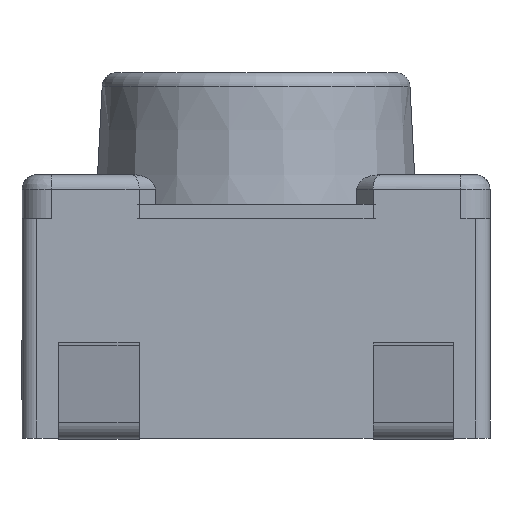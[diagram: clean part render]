
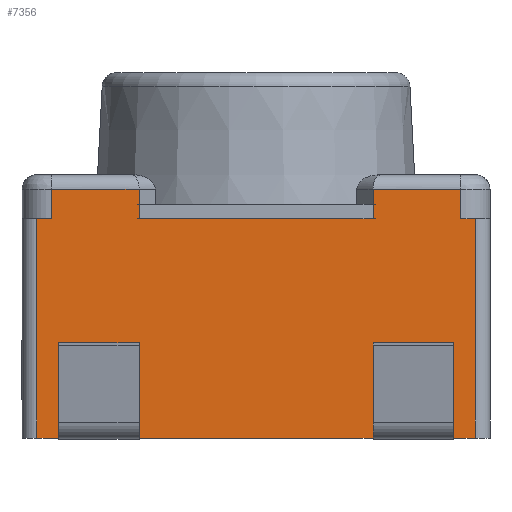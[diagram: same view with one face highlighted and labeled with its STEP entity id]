
A CAD part, left-side view. The second image highlights one B-rep face of the part: STEP entity #7356.
In plain terms, the highlighted planar face has unit normal (-1, 0, 0).
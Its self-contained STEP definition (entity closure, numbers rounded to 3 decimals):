
#432=PLANE('',#7841);
#680=FACE_OUTER_BOUND('',#1109,.T.);
#1109=EDGE_LOOP('',(#5302,#5303,#5304,#5305,#5306,#5307,#5308,#5309,#5310,
#5311,#5312,#5313,#5314,#5315,#5316,#5317,#5318,#5319,#5320,#5321));
#1709=LINE('',#10520,#2486);
#1713=LINE('',#10528,#2490);
#1724=LINE('',#10556,#2501);
#1758=LINE('',#10809,#2535);
#1769=LINE('',#10840,#2546);
#1770=LINE('',#10845,#2547);
#1789=LINE('',#10892,#2566);
#1790=LINE('',#10893,#2567);
#1791=LINE('',#10894,#2568);
#1792=LINE('',#10896,#2569);
#1793=LINE('',#10898,#2570);
#1794=LINE('',#10899,#2571);
#1795=LINE('',#10901,#2572);
#1796=LINE('',#10903,#2573);
#1797=LINE('',#10904,#2574);
#1798=LINE('',#10905,#2575);
#1799=LINE('',#10907,#2576);
#1800=LINE('',#10909,#2577);
#1801=LINE('',#10910,#2578);
#1802=LINE('',#10911,#2579);
#2486=VECTOR('',#8483,1.);
#2490=VECTOR('',#8487,1.);
#2501=VECTOR('',#8506,1.);
#2535=VECTOR('',#8544,1.);
#2546=VECTOR('',#8567,1.);
#2547=VECTOR('',#8572,1.);
#2566=VECTOR('',#8611,1.);
#2567=VECTOR('',#8612,1.);
#2568=VECTOR('',#8613,1.);
#2569=VECTOR('',#8614,1.);
#2570=VECTOR('',#8615,1.);
#2571=VECTOR('',#8616,1.);
#2572=VECTOR('',#8617,1.);
#2573=VECTOR('',#8618,1.);
#2574=VECTOR('',#8619,1.);
#2575=VECTOR('',#8620,1.);
#2576=VECTOR('',#8621,1.);
#2577=VECTOR('',#8622,1.);
#2578=VECTOR('',#8623,1.);
#2579=VECTOR('',#8624,1.);
#3337=VERTEX_POINT('',#10513);
#3339=VERTEX_POINT('',#10517);
#3340=VERTEX_POINT('',#10519);
#3343=VERTEX_POINT('',#10525);
#3344=VERTEX_POINT('',#10527);
#3357=VERTEX_POINT('',#10554);
#3401=VERTEX_POINT('',#10806);
#3402=VERTEX_POINT('',#10808);
#3415=VERTEX_POINT('',#10837);
#3416=VERTEX_POINT('',#10839);
#3417=VERTEX_POINT('',#10843);
#3418=VERTEX_POINT('',#10844);
#3435=VERTEX_POINT('',#10890);
#3436=VERTEX_POINT('',#10891);
#3437=VERTEX_POINT('',#10895);
#3438=VERTEX_POINT('',#10897);
#3439=VERTEX_POINT('',#10900);
#3440=VERTEX_POINT('',#10902);
#3441=VERTEX_POINT('',#10906);
#3442=VERTEX_POINT('',#10908);
#4061=EDGE_CURVE('',#3340,#3339,#1709,.T.);
#4065=EDGE_CURVE('',#3344,#3343,#1713,.T.);
#4080=EDGE_CURVE('',#3337,#3357,#1724,.T.);
#4125=EDGE_CURVE('',#3401,#3402,#1758,.T.);
#4141=EDGE_CURVE('',#3415,#3416,#1769,.T.);
#4143=EDGE_CURVE('',#3417,#3418,#1770,.T.);
#4168=EDGE_CURVE('',#3435,#3436,#1789,.T.);
#4169=EDGE_CURVE('',#3436,#3337,#1790,.T.);
#4170=EDGE_CURVE('',#3357,#3418,#1791,.T.);
#4171=EDGE_CURVE('',#3437,#3417,#1792,.T.);
#4172=EDGE_CURVE('',#3437,#3438,#1793,.T.);
#4173=EDGE_CURVE('',#3438,#3402,#1794,.T.);
#4174=EDGE_CURVE('',#3439,#3401,#1795,.T.);
#4175=EDGE_CURVE('',#3439,#3440,#1796,.T.);
#4176=EDGE_CURVE('',#3440,#3416,#1797,.T.);
#4177=EDGE_CURVE('',#3415,#3344,#1798,.T.);
#4178=EDGE_CURVE('',#3343,#3441,#1799,.T.);
#4179=EDGE_CURVE('',#3441,#3442,#1800,.T.);
#4180=EDGE_CURVE('',#3442,#3340,#1801,.T.);
#4181=EDGE_CURVE('',#3339,#3435,#1802,.T.);
#5302=ORIENTED_EDGE('',*,*,#4168,.T.);
#5303=ORIENTED_EDGE('',*,*,#4169,.T.);
#5304=ORIENTED_EDGE('',*,*,#4080,.T.);
#5305=ORIENTED_EDGE('',*,*,#4170,.T.);
#5306=ORIENTED_EDGE('',*,*,#4143,.F.);
#5307=ORIENTED_EDGE('',*,*,#4171,.F.);
#5308=ORIENTED_EDGE('',*,*,#4172,.T.);
#5309=ORIENTED_EDGE('',*,*,#4173,.T.);
#5310=ORIENTED_EDGE('',*,*,#4125,.F.);
#5311=ORIENTED_EDGE('',*,*,#4174,.F.);
#5312=ORIENTED_EDGE('',*,*,#4175,.T.);
#5313=ORIENTED_EDGE('',*,*,#4176,.T.);
#5314=ORIENTED_EDGE('',*,*,#4141,.F.);
#5315=ORIENTED_EDGE('',*,*,#4177,.T.);
#5316=ORIENTED_EDGE('',*,*,#4065,.T.);
#5317=ORIENTED_EDGE('',*,*,#4178,.T.);
#5318=ORIENTED_EDGE('',*,*,#4179,.T.);
#5319=ORIENTED_EDGE('',*,*,#4180,.T.);
#5320=ORIENTED_EDGE('',*,*,#4061,.T.);
#5321=ORIENTED_EDGE('',*,*,#4181,.T.);
#7356=ADVANCED_FACE('',(#680),#432,.F.);
#7841=AXIS2_PLACEMENT_3D('',#10889,#8609,#8610);
#8483=DIRECTION('',(0.,-1.,0.));
#8487=DIRECTION('',(0.,-1.,0.));
#8506=DIRECTION('',(0.,-1.,0.));
#8544=DIRECTION('',(0.,-1.,0.));
#8567=DIRECTION('',(0.,-1.,0.));
#8572=DIRECTION('',(0.,-1.,0.));
#8609=DIRECTION('center_axis',(1.,0.,0.));
#8610=DIRECTION('ref_axis',(0.,0.,-1.));
#8611=DIRECTION('',(0.,-1.,0.));
#8612=DIRECTION('',(0.,0.,-1.));
#8613=DIRECTION('',(0.,0.,1.));
#8614=DIRECTION('',(0.,0.,-1.));
#8615=DIRECTION('',(0.,1.,0.));
#8616=DIRECTION('',(0.,0.,-1.));
#8617=DIRECTION('',(0.,0.,-1.));
#8618=DIRECTION('',(0.,1.,0.));
#8619=DIRECTION('',(0.,0.,-1.));
#8620=DIRECTION('',(0.,0.,-1.));
#8621=DIRECTION('',(0.,0.,1.));
#8622=DIRECTION('',(0.,-1.,0.));
#8623=DIRECTION('',(0.,0.,-1.));
#8624=DIRECTION('',(0.,0.,1.));
#10513=CARTESIAN_POINT('',(-2.1,-1.35,0.01));
#10517=CARTESIAN_POINT('',(-2.1,-0.8,0.01));
#10519=CARTESIAN_POINT('',(-2.1,0.8,0.01));
#10520=CARTESIAN_POINT('',(-2.1,-1.6,0.01));
#10525=CARTESIAN_POINT('',(-2.1,1.35,0.01));
#10527=CARTESIAN_POINT('',(-2.1,1.5,0.01));
#10528=CARTESIAN_POINT('',(-2.1,-1.6,0.01));
#10554=CARTESIAN_POINT('',(-2.1,-1.5,0.01));
#10556=CARTESIAN_POINT('',(-2.1,-1.6,0.01));
#10806=CARTESIAN_POINT('',(-2.1,0.8,1.51));
#10808=CARTESIAN_POINT('',(-2.1,-0.8,1.51));
#10809=CARTESIAN_POINT('',(-2.1,-1.6,1.51));
#10837=CARTESIAN_POINT('',(-2.1,1.5,1.51));
#10839=CARTESIAN_POINT('',(-2.1,1.4,1.51));
#10840=CARTESIAN_POINT('',(-2.1,-1.6,1.51));
#10843=CARTESIAN_POINT('',(-2.1,-1.4,1.51));
#10844=CARTESIAN_POINT('',(-2.1,-1.5,1.51));
#10845=CARTESIAN_POINT('',(-2.1,-1.6,1.51));
#10889=CARTESIAN_POINT('Origin',(-2.1,-1.6,1.51));
#10890=CARTESIAN_POINT('',(-2.1,-0.8,0.1));
#10891=CARTESIAN_POINT('',(-2.1,-1.35,0.1));
#10892=CARTESIAN_POINT('',(-2.1,-1.6,0.1));
#10893=CARTESIAN_POINT('',(-2.1,-1.35,1.51));
#10894=CARTESIAN_POINT('',(-2.1,-1.5,1.51));
#10895=CARTESIAN_POINT('',(-2.1,-1.4,1.71));
#10896=CARTESIAN_POINT('',(-2.1,-1.4,4.946));
#10897=CARTESIAN_POINT('',(-2.1,-0.8,1.71));
#10898=CARTESIAN_POINT('',(-2.1,-1.6,1.71));
#10899=CARTESIAN_POINT('',(-2.1,-0.8,4.946));
#10900=CARTESIAN_POINT('',(-2.1,0.8,1.71));
#10901=CARTESIAN_POINT('',(-2.1,0.8,4.946));
#10902=CARTESIAN_POINT('',(-2.1,1.4,1.71));
#10903=CARTESIAN_POINT('',(-2.1,-1.6,1.71));
#10904=CARTESIAN_POINT('',(-2.1,1.4,4.946));
#10905=CARTESIAN_POINT('',(-2.1,1.5,1.51));
#10906=CARTESIAN_POINT('',(-2.1,1.35,0.1));
#10907=CARTESIAN_POINT('',(-2.1,1.35,1.51));
#10908=CARTESIAN_POINT('',(-2.1,0.8,0.1));
#10909=CARTESIAN_POINT('',(-2.1,-1.6,0.1));
#10910=CARTESIAN_POINT('',(-2.1,0.8,1.51));
#10911=CARTESIAN_POINT('',(-2.1,-0.8,1.51));
